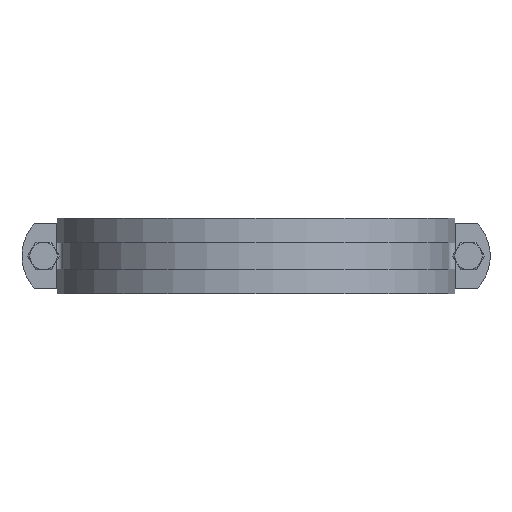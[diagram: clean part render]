
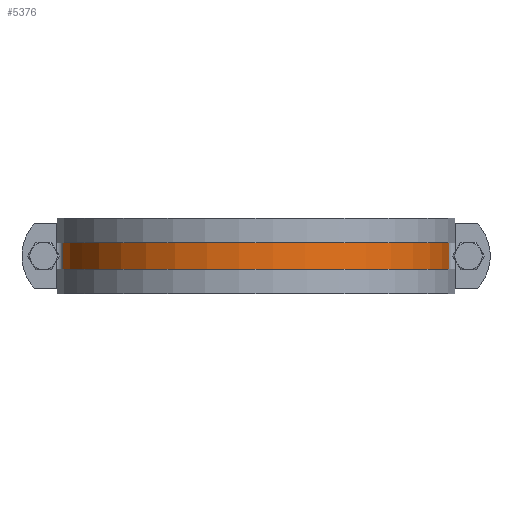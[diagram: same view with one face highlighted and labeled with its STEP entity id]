
A CAD part, front view. The second image highlights one B-rep face of the part: STEP entity #5376.
In plain terms, the highlighted cylindrical face has radius 121 mm (diameter 242 mm), a partial arc.
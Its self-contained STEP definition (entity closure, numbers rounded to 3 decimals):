
#5301=CARTESIAN_POINT('',(-120.239,-13.552,20.0));
#5302=VERTEX_POINT('',#5301);
#5337=CARTESIAN_POINT('',(0.,0.,0.0));
#5338=DIRECTION('',(0.0,0.0,-1.0));
#5339=DIRECTION('',(0.994,-0.112,0.0));
#5340=AXIS2_PLACEMENT_3D('',#5337,#5338,#5339);
#5341=CYLINDRICAL_SURFACE('',#5340,121.);
#5342=CARTESIAN_POINT('',(-120.239,-13.552,-20.0));
#5343=VERTEX_POINT('',#5342);
#5344=CARTESIAN_POINT('',(-120.239,-13.552,-20.0));
#5345=DIRECTION('',(0.0,0.0,1.0));
#5346=VECTOR('',#5345,40.0);
#5347=LINE('',#5344,#5346);
#5348=EDGE_CURVE('',#5343,#5302,#5347,.T.);
#5349=ORIENTED_EDGE('',*,*,#5348,.F.);
#5350=CARTESIAN_POINT('',(120.239,-13.552,-20.0));
#5351=VERTEX_POINT('',#5350);
#5352=CARTESIAN_POINT('',(0.,0.,-20.0));
#5353=DIRECTION('',(0.0,0.0,-1.0));
#5354=DIRECTION('',(0.994,-0.112,0.0));
#5355=AXIS2_PLACEMENT_3D('',#5352,#5353,#5354);
#5356=CIRCLE('',#5355,121.);
#5357=EDGE_CURVE('',#5351,#5343,#5356,.T.);
#5358=ORIENTED_EDGE('',*,*,#5357,.F.);
#5359=CARTESIAN_POINT('',(120.239,-13.552,20.0));
#5360=VERTEX_POINT('',#5359);
#5361=CARTESIAN_POINT('',(120.239,-13.552,-20.0));
#5362=DIRECTION('',(0.0,0.0,1.0));
#5363=VECTOR('',#5362,40.0);
#5364=LINE('',#5361,#5363);
#5365=EDGE_CURVE('',#5351,#5360,#5364,.T.);
#5366=ORIENTED_EDGE('',*,*,#5365,.T.);
#5367=CARTESIAN_POINT('',(0.,0.,20.0));
#5368=DIRECTION('',(0.0,0.0,1.0));
#5369=DIRECTION('',(-0.994,-0.112,0.0));
#5370=AXIS2_PLACEMENT_3D('',#5367,#5368,#5369);
#5371=CIRCLE('',#5370,121.);
#5372=EDGE_CURVE('',#5302,#5360,#5371,.T.);
#5373=ORIENTED_EDGE('',*,*,#5372,.F.);
#5374=EDGE_LOOP('',(#5349,#5358,#5366,#5373));
#5375=FACE_OUTER_BOUND('',#5374,.T.);
#5376=ADVANCED_FACE('',(#5375),#5341,.T.);
